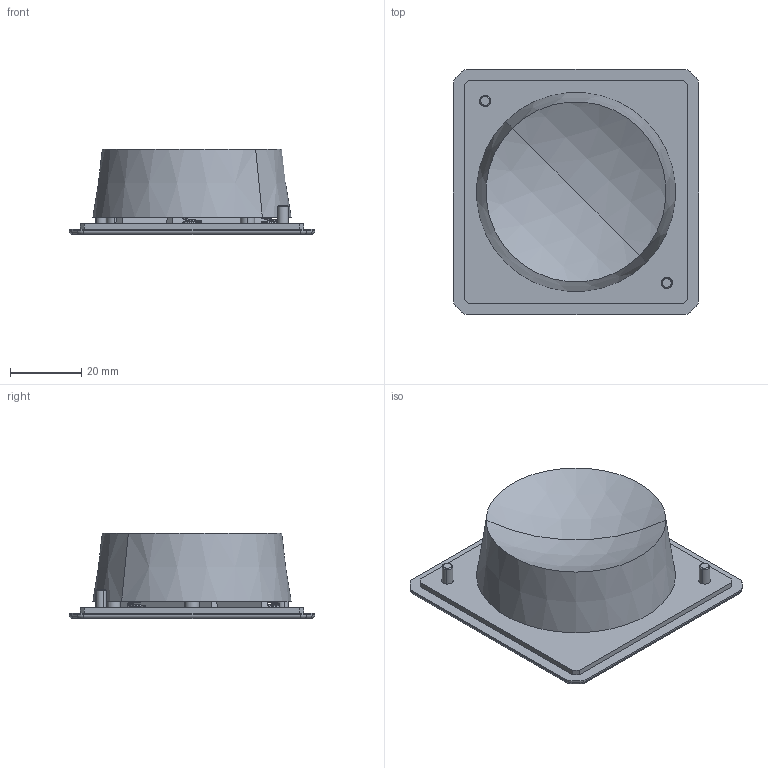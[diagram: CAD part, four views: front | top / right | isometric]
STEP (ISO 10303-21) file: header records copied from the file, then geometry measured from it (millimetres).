
FILE_DESCRIPTION (( 'STEP AP214' ), '1' );
FILE_NAME ('19.11.04_4P10_Port Plug with adapted sphere radius WEB.STEP', '2019-11-04T13:26:26', ( '' ), ( '' ), 'SwSTEP 2.0', 'SolidWorks 2018', '' );
FILE_SCHEMA (( 'AUTOMOTIVE_DESIGN' ));
Length unit declared in the file: millimetre
Products named in the file (1): 19.11.04_4P10_Port Plug with adapted sphere radius WEB
Bounding box: 68.8 x 68.8 x 23.84 mm (x, y, z)
Volume: 47269.8 mm3; surface area: 20550.5 mm2
Topology: 10 solids, 10 shells, 779 faces, 2055 edges, 1334 vertices
Faces by surface type: plane 607, cylinder 68, cone 54, torus 24, bspline 24, sphere 2
Entity records: 40420 total; most frequent: CARTESIAN_POINT 12439, ORIENTED_EDGE 4102, DIRECTION 3758, EDGE_CURVE 2051, LINE 1748, VECTOR 1748, VERTEX_POINT 1334, AXIS2_PLACEMENT_3D 1005
